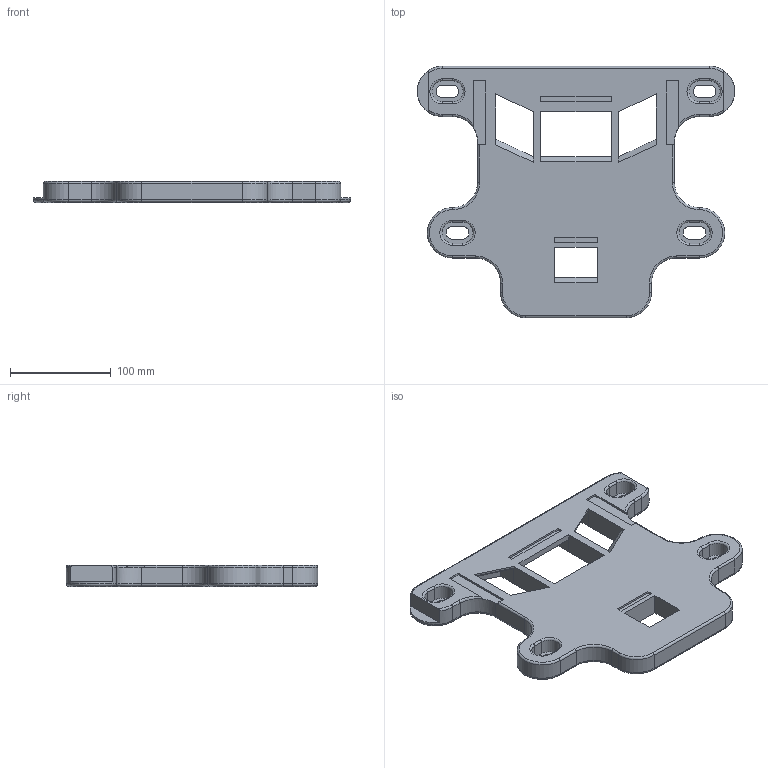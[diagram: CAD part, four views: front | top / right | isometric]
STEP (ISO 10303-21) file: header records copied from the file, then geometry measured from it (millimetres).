
FILE_DESCRIPTION(('FreeCAD Model'),'2;1');
FILE_NAME('Open CASCADE Shape Model','2025-08-26T18:30:14',(''),(''), 'Open CASCADE STEP processor 7.7','FreeCAD','Unknown');
FILE_SCHEMA(('AUTOMOTIVE_DESIGN { 1 0 10303 214 1 1 1 1 }'));
Length unit declared in the file: millimetre
Products named in the file (2): top_box_carrier; carrier
Assembly tree (1 placements, depth 2):
  top_box_carrier
    carrier
Bounding box: 315.6 x 250 x 21 mm (x, y, z)
Volume: 680362.8 mm3; surface area: 160584.9 mm2
Topology: 1 solids, 1 shells, 221 faces, 564 edges, 358 vertices
Faces by surface type: plane 128, cylinder 59, torus 34
Entity records: 6834 total; most frequent: CARTESIAN_POINT 1291, DIRECTION 1166, ORIENTED_EDGE 1128, EDGE_CURVE 564, LINE 396, VECTOR 396, AXIS2_PLACEMENT_3D 385, VERTEX_POINT 358
